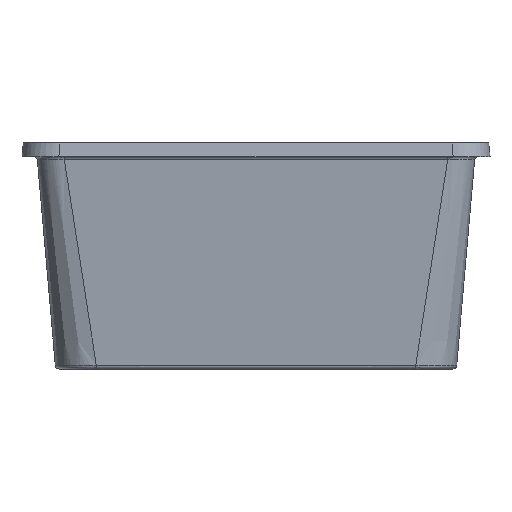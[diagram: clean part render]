
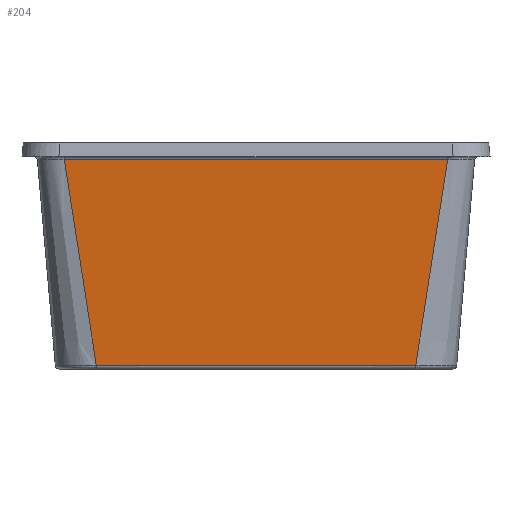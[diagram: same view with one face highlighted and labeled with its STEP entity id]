
A CAD part, left-side view. The second image highlights one B-rep face of the part: STEP entity #204.
In plain terms, the highlighted planar face has unit normal (-0.996, 0, -0.087).
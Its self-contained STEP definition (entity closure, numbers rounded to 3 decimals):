
#111=PLANE('',#1352);
#204=ADVANCED_FACE('',(#334),#111,.T.);
#334=FACE_OUTER_BOUND('',#414,.T.);
#414=EDGE_LOOP('',(#663,#664,#665,#666,#667,#668));
#663=ORIENTED_EDGE('',*,*,#1115,.F.);
#664=ORIENTED_EDGE('',*,*,#1116,.F.);
#665=ORIENTED_EDGE('',*,*,#1112,.T.);
#666=ORIENTED_EDGE('',*,*,#1114,.T.);
#667=ORIENTED_EDGE('',*,*,#1093,.T.);
#668=ORIENTED_EDGE('',*,*,#1117,.F.);
#949=VERTEX_POINT('',#2547);
#950=VERTEX_POINT('',#2623);
#959=VERTEX_POINT('',#3059);
#960=VERTEX_POINT('',#3060);
#961=VERTEX_POINT('',#3123);
#962=VERTEX_POINT('',#3124);
#1093=EDGE_CURVE('',#949,#950,#1266,.T.);
#1112=EDGE_CURVE('',#959,#960,#1281,.T.);
#1114=EDGE_CURVE('',#960,#949,#1282,.T.);
#1115=EDGE_CURVE('',#961,#962,#1283,.T.);
#1116=EDGE_CURVE('',#959,#961,#1284,.T.);
#1117=EDGE_CURVE('',#962,#950,#1285,.T.);
#1266=B_SPLINE_CURVE_WITH_KNOTS('',3,(#2624,#2625,#2626,#2627),
 .UNSPECIFIED.,.F.,.F.,(4,4),(0.,1.),.UNSPECIFIED.);
#1281=B_SPLINE_CURVE_WITH_KNOTS('',3,(#3055,#3056,#3057,#3058),
 .UNSPECIFIED.,.F.,.F.,(4,4),(0.,1.),.UNSPECIFIED.);
#1282=B_SPLINE_CURVE_WITH_KNOTS('',3,(#3075,#3076,#3077,#3078),
 .UNSPECIFIED.,.F.,.F.,(4,4),(0.,1.),.UNSPECIFIED.);
#1283=B_SPLINE_CURVE_WITH_KNOTS('',3,(#3119,#3120,#3121,#3122),
 .UNSPECIFIED.,.F.,.F.,(4,4),(0.,1.),.UNSPECIFIED.);
#1284=B_SPLINE_CURVE_WITH_KNOTS('',3,(#3125,#3126,#3127,#3128,#3129,#3130,
#3131,#3132,#3133,#3134),.UNSPECIFIED.,.F.,.F.,(4,2,2,2,4),(0.,0.653,
0.917,0.983,1.),.UNSPECIFIED.);
#1285=B_SPLINE_CURVE_WITH_KNOTS('',3,(#3135,#3136,#3137,#3138),
 .UNSPECIFIED.,.F.,.F.,(4,4),(0.,1.),.UNSPECIFIED.);
#1352=AXIS2_PLACEMENT_3D('',#3139,#1444,#1445);
#1444=DIRECTION('',(-0.996,0.,-0.087));
#1445=DIRECTION('',(0.087,0.,-0.996));
#2547=CARTESIAN_POINT('',(-189.95,-57.843,-210.349));
#2623=CARTESIAN_POINT('',(-189.95,-360.157,-210.349));
#2624=CARTESIAN_POINT('',(-189.95,-57.843,-210.349));
#2625=CARTESIAN_POINT('',(-189.951,-158.606,-210.348));
#2626=CARTESIAN_POINT('',(-189.951,-259.377,-210.348));
#2627=CARTESIAN_POINT('',(-189.95,-360.157,-210.349));
#3055=CARTESIAN_POINT('',(-206.977,-27.528,-15.739));
#3056=CARTESIAN_POINT('',(-202.663,-35.209,-65.043));
#3057=CARTESIAN_POINT('',(-198.349,-42.889,-114.348));
#3058=CARTESIAN_POINT('',(-194.036,-50.569,-163.653));
#3059=CARTESIAN_POINT('',(-206.977,-27.528,-15.739));
#3060=CARTESIAN_POINT('',(-194.036,-50.569,-163.653));
#3075=CARTESIAN_POINT('',(-194.036,-50.569,-163.653));
#3076=CARTESIAN_POINT('',(-192.674,-52.994,-179.219));
#3077=CARTESIAN_POINT('',(-191.312,-55.419,-194.784));
#3078=CARTESIAN_POINT('',(-189.95,-57.843,-210.349));
#3119=CARTESIAN_POINT('',(-206.977,-390.472,-15.739));
#3120=CARTESIAN_POINT('',(-202.663,-382.791,-65.043));
#3121=CARTESIAN_POINT('',(-198.349,-375.111,-114.348));
#3122=CARTESIAN_POINT('',(-194.036,-367.431,-163.653));
#3123=CARTESIAN_POINT('',(-206.977,-390.472,-15.739));
#3124=CARTESIAN_POINT('',(-194.036,-367.431,-163.653));
#3125=CARTESIAN_POINT('',(-206.977,-27.528,-15.739));
#3126=CARTESIAN_POINT('',(-206.977,-106.509,-15.739));
#3127=CARTESIAN_POINT('',(-206.977,-185.491,-15.739));
#3128=CARTESIAN_POINT('',(-206.977,-296.472,-15.739));
#3129=CARTESIAN_POINT('',(-206.977,-328.472,-15.739));
#3130=CARTESIAN_POINT('',(-206.977,-368.472,-15.739));
#3131=CARTESIAN_POINT('',(-206.977,-376.472,-15.739));
#3132=CARTESIAN_POINT('',(-206.977,-386.472,-15.739));
#3133=CARTESIAN_POINT('',(-206.977,-388.472,-15.739));
#3134=CARTESIAN_POINT('',(-206.977,-390.472,-15.739));
#3135=CARTESIAN_POINT('',(-194.036,-367.431,-163.653));
#3136=CARTESIAN_POINT('',(-192.674,-365.006,-179.219));
#3137=CARTESIAN_POINT('',(-191.312,-362.581,-194.784));
#3138=CARTESIAN_POINT('',(-189.95,-360.157,-210.349));
#3139=CARTESIAN_POINT('',(-208.947,-404.,6.78));
